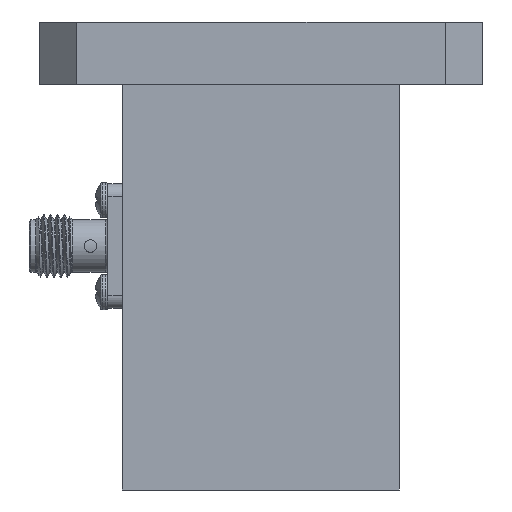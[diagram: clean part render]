
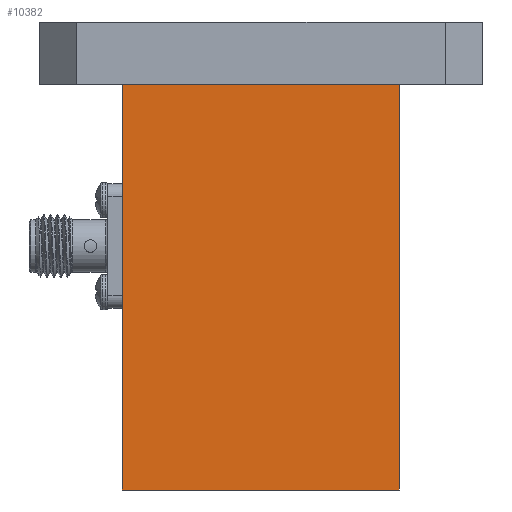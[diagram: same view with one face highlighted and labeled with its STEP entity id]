
A CAD part, left-side view. The second image highlights one B-rep face of the part: STEP entity #10382.
In plain terms, the highlighted planar face has unit normal (-1, 0, 0).
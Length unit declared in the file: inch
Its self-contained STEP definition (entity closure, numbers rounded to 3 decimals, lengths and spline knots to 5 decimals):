
#290 = VERTEX_POINT ( 'NONE', #6491 ) ;
#379 = DIRECTION ( 'NONE',  ( 0., 0., -1. ) ) ;
#915 = DIRECTION ( 'NONE',  ( 0., 1., 0. ) ) ;
#1357 = CARTESIAN_POINT ( 'NONE',  ( -0.9905, -0.5565, 2.02225 ) ) ;
#1390 = CARTESIAN_POINT ( 'NONE',  ( -0.9905, -0.5565, -0.25 ) ) ;
#1395 = DIRECTION ( 'NONE',  ( 0., 0., 1. ) ) ;
#1499 = EDGE_CURVE ( 'NONE', #7096, #290, #1504, .T. ) ;
#1504 = LINE ( 'NONE', #6765, #5732 ) ;
#2003 = LINE ( 'NONE', #8703, #4328 ) ;
#2087 = VERTEX_POINT ( 'NONE', #9767 ) ;
#2151 = LINE ( 'NONE', #1357, #9885 ) ;
#2435 = ORIENTED_EDGE ( 'NONE', *, *, #5917, .F. ) ;
#2636 = ORIENTED_EDGE ( 'NONE', *, *, #5167, .F. ) ;
#4328 = VECTOR ( 'NONE', #915, 39.37008 ) ;
#4743 = CARTESIAN_POINT ( 'NONE',  ( -0.9905, -0.8905, -0.25 ) ) ;
#4957 = CARTESIAN_POINT ( 'NONE',  ( -0.9905, 0.54, -0.25 ) ) ;
#4995 = VERTEX_POINT ( 'NONE', #1390 ) ;
#5167 = EDGE_CURVE ( 'NONE', #7096, #4995, #7395, .T. ) ;
#5700 = FACE_OUTER_BOUND ( 'NONE', #10455, .T. ) ;
#5732 = VECTOR ( 'NONE', #11165, 39.37008 ) ;
#5917 = EDGE_CURVE ( 'NONE', #4995, #2087, #2151, .T. ) ;
#5968 = DIRECTION ( 'NONE',  ( 0., -1., 0. ) ) ;
#6491 = CARTESIAN_POINT ( 'NONE',  ( -0.9905, 0.5565, -1.88 ) ) ;
#6757 = VECTOR ( 'NONE', #5968, 39.37008 ) ;
#6765 = CARTESIAN_POINT ( 'NONE',  ( -0.9905, 0.5565, 2.02225 ) ) ;
#7096 = VERTEX_POINT ( 'NONE', #11146 ) ;
#7395 = LINE ( 'NONE', #4957, #6757 ) ;
#7561 = DIRECTION ( 'NONE',  ( -1., 0., 0. ) ) ;
#8703 = CARTESIAN_POINT ( 'NONE',  ( -0.9905, 0.54, -1.88 ) ) ;
#9193 = PLANE ( 'NONE',  #10882 ) ;
#9767 = CARTESIAN_POINT ( 'NONE',  ( -0.9905, -0.5565, -1.88 ) ) ;
#9800 = EDGE_CURVE ( 'NONE', #2087, #290, #2003, .T. ) ;
#9834 = ORIENTED_EDGE ( 'NONE', *, *, #9800, .F. ) ;
#9885 = VECTOR ( 'NONE', #379, 39.37008 ) ;
#10382 = ADVANCED_FACE ( 'NONE', ( #5700 ), #9193, .T. ) ;
#10455 = EDGE_LOOP ( 'NONE', ( #9834, #2435, #2636, #10566 ) ) ;
#10566 = ORIENTED_EDGE ( 'NONE', *, *, #1499, .T. ) ;
#10882 = AXIS2_PLACEMENT_3D ( 'NONE', #4743, #7561, #1395 ) ;
#11146 = CARTESIAN_POINT ( 'NONE',  ( -0.9905, 0.5565, -0.25 ) ) ;
#11165 = DIRECTION ( 'NONE',  ( 0., 0., -1. ) ) ;
